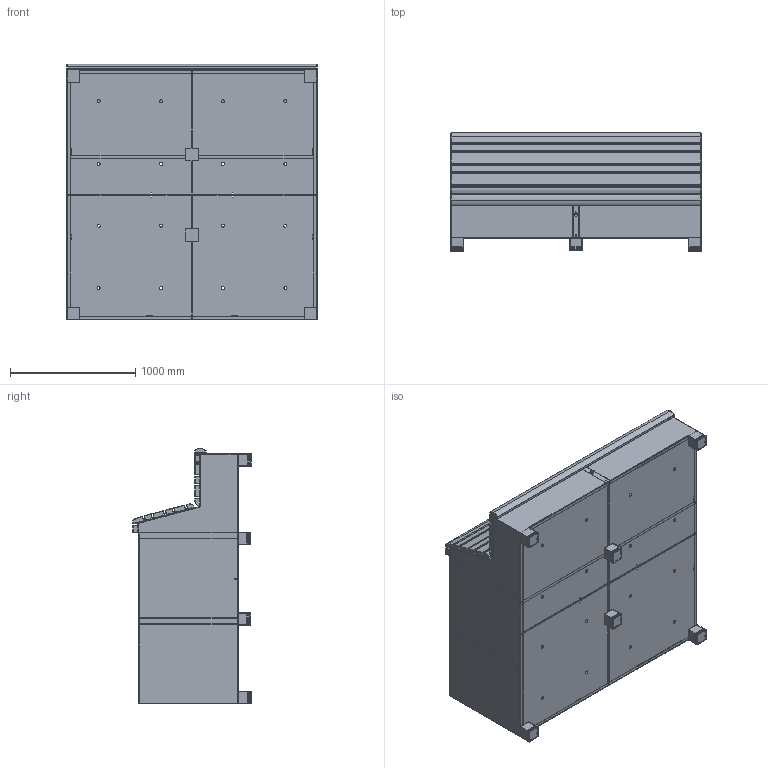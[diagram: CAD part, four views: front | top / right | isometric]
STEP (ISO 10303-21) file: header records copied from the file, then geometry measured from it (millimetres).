
FILE_DESCRIPTION (( 'STEP AP203' ), '1' );
FILE_NAME ('GP.2000.SB.CT.STEP', '2021-03-25T08:36:26', ( '' ), ( '' ), 'SwSTEP 2.0', 'SolidWorks 2020', '' );
FILE_SCHEMA (( 'CONFIG_CONTROL_DESIGN' ));
Length unit declared in the file: millimetre
Products named in the file (33): GP.2000.SB.Ct Wood backrest strip; GP.2000.SB.Ct Plastic feet 100x100; GP.2000.SB.Ct Wall-3; GP.2000.SB.Ct Wood strip-1; GP.2000.SB.Ct Feet plate middle; GP.2000.SB.Ct Reinforcement-1; GP.2000.SB.Ct Wood seat; GP.2000.SB.Ct Wood strip; GP.2000.SB.Ct Wood 90x40 top; GP.2000.SB.Ct Reinforcement-2; GP.2000.SB.CT; GP.2000.SB.Ct Wall-4; GP.2000.SB.Ct Wood 90x40; GP.2000.SB.Ct Wall-2; GP.2000.SB.Ct Wood 90x40 front; GP.2000.SB.Ct Wood 60x40 end; GP.2000.SB.Ct Reinforcement-6; GP.2000.SB.Ct Feet plate; GP.2000.SB.Ct Reinforcement wall; GP.2000.SB.Ct Wood backrest; GP.2000.SB.Ct Reinforcement-4; GP.2000.SB.Ct Wall-1; GP.2000.SB.Ct Wood strip-2; GP.2000.SB.Ct Wood 60x40; GP.2000.SB.Ct Base; GP.2000.SB.Ct Reinforcement-3; GP.2000.SB.Ct Seat; GP.2000.SB.Ct Bottom-1; GP.2000.SB.Ct Reinforcement-5; FURNS Brandtag sticker
Assembly tree (69 placements, depth 4):
  GP.2000.SB.CT
    GP.2000.SB.Ct Base
      GP.2000.SB.Ct Wall-1
      GP.2000.SB.Ct Wall-2
      GP.2000.SB.Ct Wall-3
      GP.2000.SB.Ct Wall-4
      GP.2000.SB.Ct Seat
      GP.2000.SB.Ct Feet plate  x4
      GP.2000.SB.Ct Feet plate middle  x4
      GP.2000.SB.Ct Bottom-1  x4
      GP.2000.SB.Ct Reinforcement-4
      GP.2000.SB.Ct Reinforcement-3
      GP.2000.SB.Ct Reinforcement-6
      GP.2000.SB.Ct Reinforcement-5
      GP.2000.SB.Ct Reinforcement-2
      GP.2000.SB.Ct Reinforcement wall  x2
      GP.2000.SB.Ct Reinforcement-1  x6
    GP.2000.SB.Ct Wood backrest
      GP.2000.SB.Ct Wood 90x40 top
      GP.2000.SB.Ct Wood 60x40  x3
      GP.2000.SB.Ct Wood 90x40  x2
      GP.2000.SB.Ct Wood 60x40 end
      GP.2000.SB.Ct Wood backrest strip  x4
    GP.2000.SB.Ct Wood seat
      GP.2000.SB.Ct Wood 90x40 front
      GP.2000.SB.Ct Wood 60x40  x2
      GP.2000.SB.Ct Wood 90x40  x2
      GP.2000.SB.Ct Wood 60x40 end
      GP.2000.SB.Ct Wood strip
        GP.2000.SB.Ct Wood strip-1
        GP.2000.SB.Ct Wood strip-2
      GP.2000.SB.Ct Wood strip
        GP.2000.SB.Ct Wood strip-1
        GP.2000.SB.Ct Wood strip-2
      GP.2000.SB.Ct Wood strip
        GP.2000.SB.Ct Wood strip-1
        GP.2000.SB.Ct Wood strip-2
      GP.2000.SB.Ct Wood strip
        GP.2000.SB.Ct Wood strip-1
        GP.2000.SB.Ct Wood strip-2
    FURNS Brandtag sticker
    GP.2000.SB.Ct Plastic feet 100x100  x6
Bounding box: 2000 x 944 x 2044 mm (x, y, z)
Volume: 118684654.1 mm3; surface area: 35842814.7 mm2
Topology: 62 solids, 62 shells, 2952 faces, 7524 edges, 4640 vertices
Faces by surface type: plane 1731, cylinder 765, cone 208, sphere 126, bspline 114, torus 8
Entity records: 51054 total; most frequent: CARTESIAN_POINT 10069, ORIENTED_EDGE 7770, DIRECTION 7111, EDGE_CURVE 3885, VECTOR 2983, LINE 2983, VERTEX_POINT 2458, AXIS2_PLACEMENT_3D 2064
